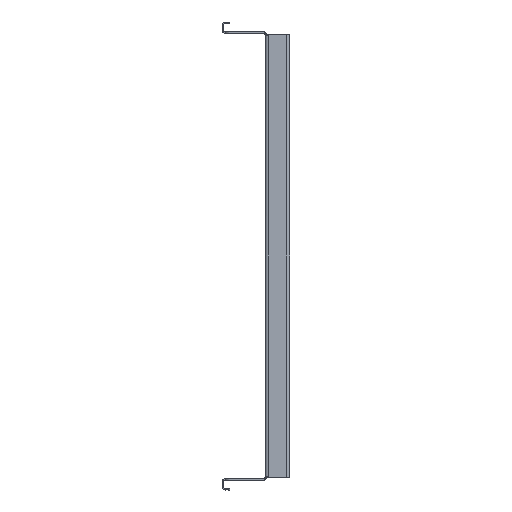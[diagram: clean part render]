
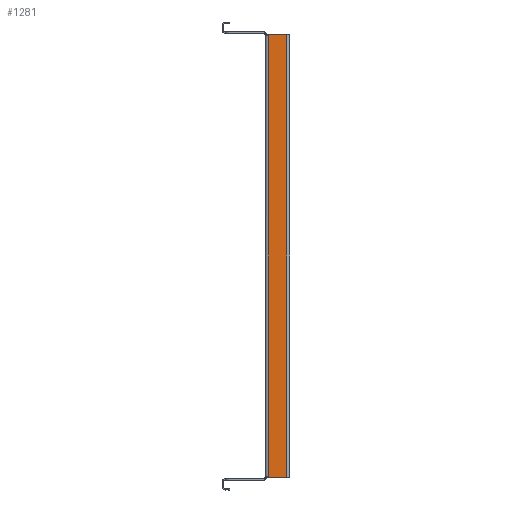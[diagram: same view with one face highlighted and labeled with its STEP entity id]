
A CAD part, left-side view. The second image highlights one B-rep face of the part: STEP entity #1281.
In plain terms, the highlighted planar face has unit normal (-1, 0, 0).
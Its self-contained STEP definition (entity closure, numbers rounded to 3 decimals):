
#95 = CARTESIAN_POINT ( 'NONE',  ( -280., 0., 0. ) ) ;
#481 = VERTEX_POINT ( 'NONE', #13059 ) ;
#954 = EDGE_CURVE ( 'NONE', #15554, #15379, #14559, .T. ) ;
#1281 = ADVANCED_FACE ( 'NONE', ( #8067 ), #10710, .T. ) ;
#1738 = DIRECTION ( 'NONE',  ( 0., 1., 0. ) ) ;
#1820 = LINE ( 'NONE', #8350, #15373 ) ;
#2216 = EDGE_CURVE ( 'NONE', #481, #15554, #15684, .T. ) ;
#2916 = CARTESIAN_POINT ( 'NONE',  ( -280., -29., -293. ) ) ;
#4026 = CARTESIAN_POINT ( 'NONE',  ( -280., -4., 0. ) ) ;
#5309 = EDGE_CURVE ( 'NONE', #15379, #13249, #1820, .T. ) ;
#6445 = EDGE_CURVE ( 'NONE', #13249, #481, #9297, .T. ) ;
#6483 = ORIENTED_EDGE ( 'NONE', *, *, #954, .T. ) ;
#6500 = DIRECTION ( 'NONE',  ( 0., -1., 0. ) ) ;
#7772 = CARTESIAN_POINT ( 'NONE',  ( -280., 0., -293. ) ) ;
#8067 = FACE_OUTER_BOUND ( 'NONE', #8169, .T. ) ;
#8169 = EDGE_LOOP ( 'NONE', ( #9016, #6483, #8948, #16586 ) ) ;
#8350 = CARTESIAN_POINT ( 'NONE',  ( -280., 0., 293. ) ) ;
#8669 = CARTESIAN_POINT ( 'NONE',  ( -280., -29., 293. ) ) ;
#8948 = ORIENTED_EDGE ( 'NONE', *, *, #5309, .T. ) ;
#9016 = ORIENTED_EDGE ( 'NONE', *, *, #2216, .T. ) ;
#9258 = VECTOR ( 'NONE', #12962, 1000. ) ;
#9297 = LINE ( 'NONE', #4026, #9258 ) ;
#9446 = DIRECTION ( 'NONE',  ( 0., 0., 1. ) ) ;
#10710 = PLANE ( 'NONE',  #14771 ) ;
#11588 = VECTOR ( 'NONE', #9446, 1000. ) ;
#11873 = CARTESIAN_POINT ( 'NONE',  ( -280., -4., 293. ) ) ;
#12045 = VECTOR ( 'NONE', #6500, 1000. ) ;
#12962 = DIRECTION ( 'NONE',  ( 0., 0., -1. ) ) ;
#13059 = CARTESIAN_POINT ( 'NONE',  ( -280., -4., -293. ) ) ;
#13249 = VERTEX_POINT ( 'NONE', #11873 ) ;
#14277 = CARTESIAN_POINT ( 'NONE',  ( -280., -29., -293. ) ) ;
#14559 = LINE ( 'NONE', #2916, #11588 ) ;
#14771 = AXIS2_PLACEMENT_3D ( 'NONE', #95, #15632, #15897 ) ;
#15373 = VECTOR ( 'NONE', #1738, 1000. ) ;
#15379 = VERTEX_POINT ( 'NONE', #8669 ) ;
#15554 = VERTEX_POINT ( 'NONE', #14277 ) ;
#15632 = DIRECTION ( 'NONE',  ( -1., 0., 0. ) ) ;
#15684 = LINE ( 'NONE', #7772, #12045 ) ;
#15897 = DIRECTION ( 'NONE',  ( 0., -1., 0. ) ) ;
#16586 = ORIENTED_EDGE ( 'NONE', *, *, #6445, .T. ) ;
